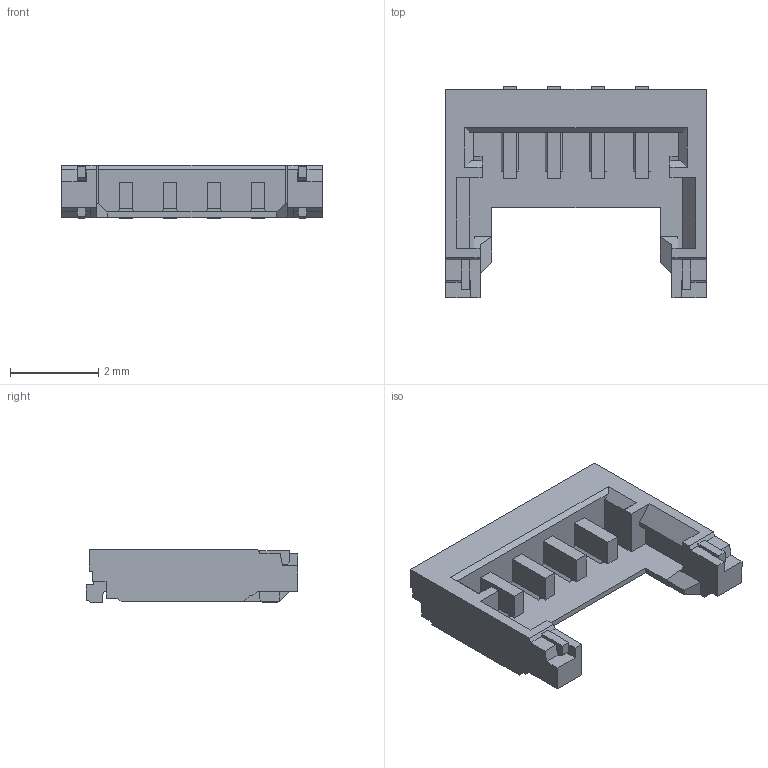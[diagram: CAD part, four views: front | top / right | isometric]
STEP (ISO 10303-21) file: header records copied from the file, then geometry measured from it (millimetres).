
FILE_DESCRIPTION(/* description */ (''),/* implementation_level */ '2;1');
FILE_NAME(/* name */ '2121340004wbm000_01_214.stp',/* time_stamp */ '2023-10-10T14:21:27+06:00',/* author */ (''),/* organization */ (''),/* preprocessor_version */ 'ST-DEVELOPER v16.7',/* originating_system */ 'SIEMENS PLM Software NX 1919',/* authorisation */ '');
FILE_SCHEMA (('AUTOMOTIVE_DESIGN { 1 0 10303 214 3 1 1 1 }'));
Length unit declared in the file: millimetre
Products named in the file (1): 2121340004wbm000_01
Bounding box: 5.9 x 4.79 x 1.2 mm (x, y, z)
Volume: 12.6 mm3; surface area: 82.8 mm2
Topology: 1 solids, 1 shells, 179 faces, 519 edges, 344 vertices
Faces by surface type: plane 175, cylinder 4
Entity records: 5797 total; most frequent: CARTESIAN_POINT 1043, ORIENTED_EDGE 1038, DIRECTION 887, EDGE_CURVE 519, LINE 511, VECTOR 511, VERTEX_POINT 344, AXIS2_PLACEMENT_3D 188
